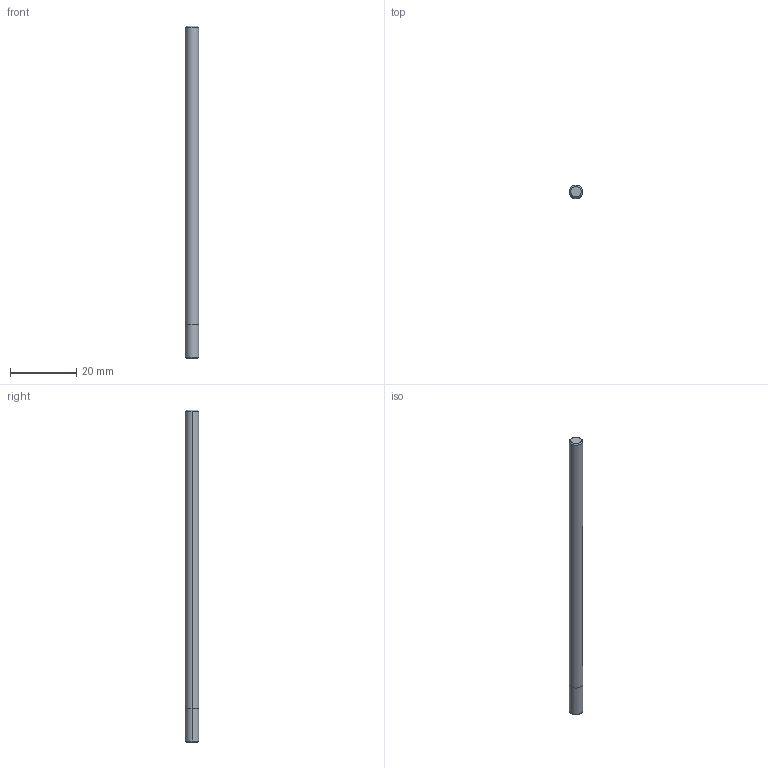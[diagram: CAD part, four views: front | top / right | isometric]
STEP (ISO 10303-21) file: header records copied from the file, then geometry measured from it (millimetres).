
FILE_DESCRIPTION(('STEP AP214'),'1');
FILE_NAME('MG0404B10L100_DC.stp','2024-06-12T14:01:00',(' '),(' '),'Spatial InterOp 3D',' ',' ');
FILE_SCHEMA(('AUTOMOTIVE_DESIGN { 1 0 10303 214 1 1 1 1 }'));
Length unit declared in the file: millimetre
Products named in the file (1): 1
Bounding box: 4 x 4 x 100 mm (x, y, z)
Volume: 1255.5 mm3; surface area: 1302.1 mm2
Topology: 2 solids, 2 shells, 12 faces, 20 edges, 12 vertices
Faces by surface type: cylinder 4, plane 4, cone 2, torus 2
Entity records: 322 total; most frequent: DIRECTION 62, CARTESIAN_POINT 46, ORIENTED_EDGE 40, AXIS2_PLACEMENT_3D 28, EDGE_CURVE 20, CIRCLE 14, ADVANCED_FACE 12, FACE_OUTER_BOUND 12
